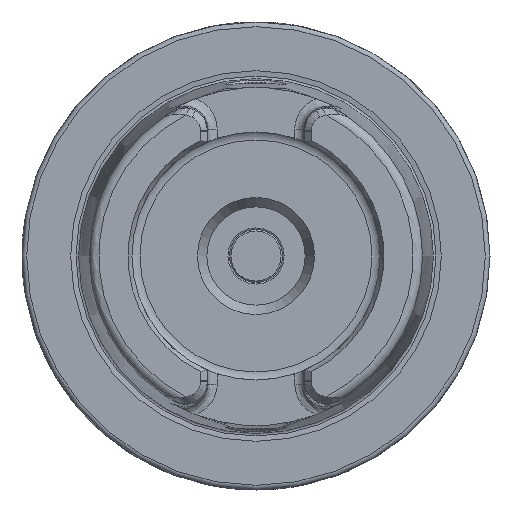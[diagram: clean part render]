
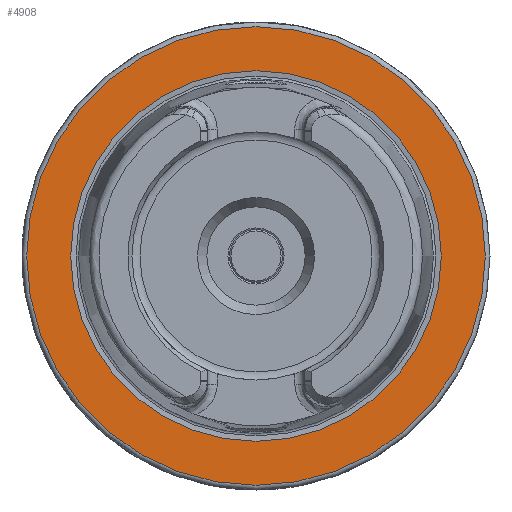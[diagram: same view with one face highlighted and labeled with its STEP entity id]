
A CAD part, left-side view. The second image highlights one B-rep face of the part: STEP entity #4908.
In plain terms, the highlighted planar face has unit normal (-1, 0, 0).
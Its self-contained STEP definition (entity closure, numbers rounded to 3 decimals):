
#133=FACE_BOUND('',#917,.T.);
#354=CIRCLE('',#5340,39.587);
#355=CIRCLE('',#5341,39.587);
#356=CIRCLE('',#5343,49.);
#357=CIRCLE('',#5344,49.);
#612=FACE_OUTER_BOUND('',#916,.T.);
#916=EDGE_LOOP('',(#4123,#4124));
#917=EDGE_LOOP('',(#4125,#4126));
#2235=VERTEX_POINT('',#11286);
#2236=VERTEX_POINT('',#11288);
#2237=VERTEX_POINT('',#11292);
#2238=VERTEX_POINT('',#11293);
#2883=EDGE_CURVE('',#2236,#2235,#354,.T.);
#2884=EDGE_CURVE('',#2235,#2236,#355,.T.);
#2885=EDGE_CURVE('',#2237,#2238,#356,.T.);
#2886=EDGE_CURVE('',#2238,#2237,#357,.T.);
#4123=ORIENTED_EDGE('',*,*,#2885,.F.);
#4124=ORIENTED_EDGE('',*,*,#2886,.F.);
#4125=ORIENTED_EDGE('',*,*,#2883,.T.);
#4126=ORIENTED_EDGE('',*,*,#2884,.T.);
#4641=PLANE('',#5342);
#4908=ADVANCED_FACE('',(#612,#133),#4641,.T.);
#5340=AXIS2_PLACEMENT_3D('',#11289,#6296,#6297);
#5341=AXIS2_PLACEMENT_3D('',#11290,#6298,#6299);
#5342=AXIS2_PLACEMENT_3D('',#11291,#6300,#6301);
#5343=AXIS2_PLACEMENT_3D('',#11294,#6302,#6303);
#5344=AXIS2_PLACEMENT_3D('',#11295,#6304,#6305);
#6296=DIRECTION('center_axis',(1.,0.,0.));
#6297=DIRECTION('ref_axis',(0.,0.,-1.));
#6298=DIRECTION('center_axis',(1.,0.,0.));
#6299=DIRECTION('ref_axis',(0.,0.,-1.));
#6300=DIRECTION('center_axis',(-1.,0.,0.));
#6301=DIRECTION('ref_axis',(0.,0.,1.));
#6302=DIRECTION('center_axis',(1.,0.,0.));
#6303=DIRECTION('ref_axis',(0.,0.,-1.));
#6304=DIRECTION('center_axis',(1.,0.,0.));
#6305=DIRECTION('ref_axis',(0.,0.,-1.));
#11286=CARTESIAN_POINT('',(0.,-39.587,0.));
#11288=CARTESIAN_POINT('',(0.,39.587,0.));
#11289=CARTESIAN_POINT('Origin',(0.,0.,0.));
#11290=CARTESIAN_POINT('Origin',(0.,0.,0.));
#11291=CARTESIAN_POINT('Origin',(0.,49.,
0.));
#11292=CARTESIAN_POINT('',(0.,49.,0.));
#11293=CARTESIAN_POINT('',(0.,0.,
49.));
#11294=CARTESIAN_POINT('Origin',(0.,0.,0.));
#11295=CARTESIAN_POINT('Origin',(0.,0.,0.));
